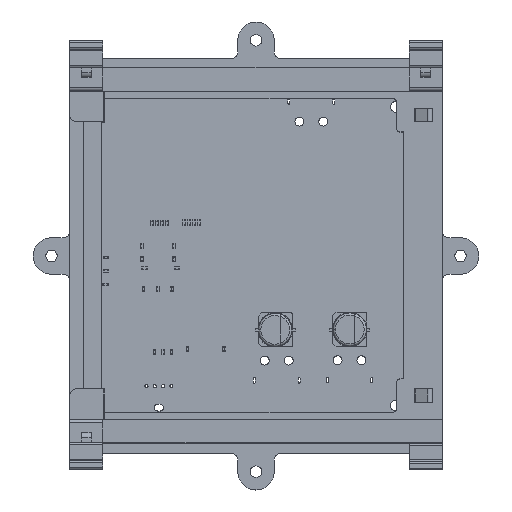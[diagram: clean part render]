
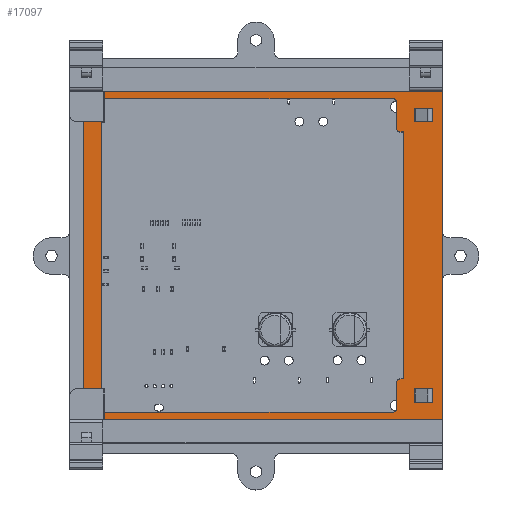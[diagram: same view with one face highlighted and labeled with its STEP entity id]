
A CAD part, top view. The second image highlights one B-rep face of the part: STEP entity #17097.
In plain terms, the highlighted planar face has unit normal (0, 0, 1).
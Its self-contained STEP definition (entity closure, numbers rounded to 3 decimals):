
#669=CIRCLE('',#19793,1.);
#670=CIRCLE('',#19796,1.);
#671=CIRCLE('',#19801,1.);
#672=CIRCLE('',#19804,1.);
#673=CIRCLE('',#19807,1.);
#674=CIRCLE('',#19810,1.);
#5649=ORIENTED_EDGE('',*,*,#8129,.T.);
#5650=ORIENTED_EDGE('',*,*,#8127,.T.);
#5651=ORIENTED_EDGE('',*,*,#8125,.T.);
#5652=ORIENTED_EDGE('',*,*,#8123,.T.);
#5653=ORIENTED_EDGE('',*,*,#8121,.T.);
#5654=ORIENTED_EDGE('',*,*,#8119,.T.);
#5655=ORIENTED_EDGE('',*,*,#8117,.T.);
#5656=ORIENTED_EDGE('',*,*,#8115,.T.);
#5657=ORIENTED_EDGE('',*,*,#8114,.F.);
#5658=ORIENTED_EDGE('',*,*,#8111,.T.);
#5659=ORIENTED_EDGE('',*,*,#8109,.T.);
#5660=ORIENTED_EDGE('',*,*,#8107,.T.);
#5661=ORIENTED_EDGE('',*,*,#8105,.T.);
#5662=ORIENTED_EDGE('',*,*,#8102,.F.);
#5663=ORIENTED_EDGE('',*,*,#8101,.T.);
#5664=ORIENTED_EDGE('',*,*,#8099,.T.);
#5665=ORIENTED_EDGE('',*,*,#8098,.F.);
#5666=ORIENTED_EDGE('',*,*,#8095,.F.);
#5667=ORIENTED_EDGE('',*,*,#8093,.F.);
#5668=ORIENTED_EDGE('',*,*,#8091,.T.);
#5669=ORIENTED_EDGE('',*,*,#8089,.F.);
#5670=ORIENTED_EDGE('',*,*,#8087,.F.);
#5671=ORIENTED_EDGE('',*,*,#8141,.T.);
#5672=ORIENTED_EDGE('',*,*,#8134,.T.);
#5673=ORIENTED_EDGE('',*,*,#8140,.T.);
#5674=ORIENTED_EDGE('',*,*,#8142,.T.);
#8087=EDGE_CURVE('',#9724,#9725,#11655,.T.);
#8089=EDGE_CURVE('',#9725,#9726,#11657,.T.);
#8091=EDGE_CURVE('',#9727,#9726,#11659,.T.);
#8093=EDGE_CURVE('',#9727,#9724,#11661,.T.);
#8095=EDGE_CURVE('',#9728,#9729,#11663,.T.);
#8098=EDGE_CURVE('',#9729,#9730,#11666,.T.);
#8099=EDGE_CURVE('',#9731,#9730,#11667,.T.);
#8101=EDGE_CURVE('',#9728,#9731,#11669,.T.);
#8102=EDGE_CURVE('',#9732,#9733,#11670,.T.);
#8105=EDGE_CURVE('',#9734,#9733,#669,.F.);
#8107=EDGE_CURVE('',#9735,#9734,#11674,.T.);
#8109=EDGE_CURVE('',#9736,#9735,#670,.T.);
#8111=EDGE_CURVE('',#9737,#9736,#11677,.T.);
#8114=EDGE_CURVE('',#9737,#9738,#11680,.T.);
#8115=EDGE_CURVE('',#9739,#9738,#11681,.T.);
#8117=EDGE_CURVE('',#9740,#9739,#671,.T.);
#8119=EDGE_CURVE('',#9741,#9740,#11684,.T.);
#8121=EDGE_CURVE('',#9742,#9741,#672,.F.);
#8123=EDGE_CURVE('',#9743,#9742,#11687,.T.);
#8125=EDGE_CURVE('',#9744,#9743,#673,.F.);
#8127=EDGE_CURVE('',#9745,#9744,#11690,.T.);
#8129=EDGE_CURVE('',#9732,#9745,#674,.F.);
#8134=EDGE_CURVE('',#9750,#9749,#11695,.T.);
#8140=EDGE_CURVE('',#9749,#9753,#11700,.T.);
#8141=EDGE_CURVE('',#9754,#9750,#11701,.T.);
#8142=EDGE_CURVE('',#9753,#9754,#11702,.T.);
#9724=VERTEX_POINT('',#29496);
#9725=VERTEX_POINT('',#29498);
#9726=VERTEX_POINT('',#29502);
#9727=VERTEX_POINT('',#29506);
#9728=VERTEX_POINT('',#29512);
#9729=VERTEX_POINT('',#29514);
#9730=VERTEX_POINT('',#29518);
#9731=VERTEX_POINT('',#29522);
#9732=VERTEX_POINT('',#29528);
#9733=VERTEX_POINT('',#29529);
#9734=VERTEX_POINT('',#29534);
#9735=VERTEX_POINT('',#29538);
#9736=VERTEX_POINT('',#29542);
#9737=VERTEX_POINT('',#29546);
#9738=VERTEX_POINT('',#29550);
#9739=VERTEX_POINT('',#29554);
#9740=VERTEX_POINT('',#29558);
#9741=VERTEX_POINT('',#29562);
#9742=VERTEX_POINT('',#29566);
#9743=VERTEX_POINT('',#29570);
#9744=VERTEX_POINT('',#29574);
#9745=VERTEX_POINT('',#29578);
#9749=VERTEX_POINT('',#29590);
#9750=VERTEX_POINT('',#29592);
#9753=VERTEX_POINT('',#29602);
#9754=VERTEX_POINT('',#29606);
#11655=LINE('',#29497,#13606);
#11657=LINE('',#29501,#13608);
#11659=LINE('',#29505,#13610);
#11661=LINE('',#29509,#13612);
#11663=LINE('',#29513,#13614);
#11666=LINE('',#29519,#13617);
#11667=LINE('',#29521,#13618);
#11669=LINE('',#29525,#13620);
#11670=LINE('',#29527,#13621);
#11674=LINE('',#29537,#13625);
#11677=LINE('',#29545,#13628);
#11680=LINE('',#29551,#13631);
#11681=LINE('',#29553,#13632);
#11684=LINE('',#29561,#13635);
#11687=LINE('',#29569,#13638);
#11690=LINE('',#29577,#13641);
#11695=LINE('',#29591,#13646);
#11700=LINE('',#29603,#13651);
#11701=LINE('',#29605,#13652);
#11702=LINE('',#29607,#13653);
#13606=VECTOR('',#24328,1000.);
#13608=VECTOR('',#24332,1000.);
#13610=VECTOR('',#24336,1000.);
#13612=VECTOR('',#24340,1000.);
#13614=VECTOR('',#24344,1000.);
#13617=VECTOR('',#24349,1000.);
#13618=VECTOR('',#24352,1000.);
#13620=VECTOR('',#24356,1000.);
#13621=VECTOR('',#24359,1000.);
#13625=VECTOR('',#24369,1000.);
#13628=VECTOR('',#24378,1000.);
#13631=VECTOR('',#24383,1000.);
#13632=VECTOR('',#24386,1000.);
#13635=VECTOR('',#24395,1000.);
#13638=VECTOR('',#24404,1000.);
#13641=VECTOR('',#24413,1000.);
#13646=VECTOR('',#24426,1000.);
#13651=VECTOR('',#24437,1000.);
#13652=VECTOR('',#24440,1000.);
#13653=VECTOR('',#24441,1000.);
#14618=EDGE_LOOP('',(#5649,#5650,#5651,#5652,#5653,#5654,#5655,#5656,#5657,
#5658,#5659,#5660,#5661,#5662));
#14619=EDGE_LOOP('',(#5663,#5664,#5665,#5666));
#14620=EDGE_LOOP('',(#5667,#5668,#5669,#5670));
#14621=EDGE_LOOP('',(#5671,#5672,#5673,#5674));
#15592=FACE_BOUND('',#14618,.T.);
#15593=FACE_BOUND('',#14619,.T.);
#15594=FACE_BOUND('',#14620,.T.);
#15595=FACE_BOUND('',#14621,.T.);
#16233=PLANE('',#19816);
#17097=ADVANCED_FACE('',(#15592,#15593,#15594,#15595),#16233,.T.);
#19793=AXIS2_PLACEMENT_3D('',#29533,#24364,#24365);
#19796=AXIS2_PLACEMENT_3D('',#29541,#24373,#24374);
#19801=AXIS2_PLACEMENT_3D('',#29557,#24390,#24391);
#19804=AXIS2_PLACEMENT_3D('',#29565,#24399,#24400);
#19807=AXIS2_PLACEMENT_3D('',#29573,#24408,#24409);
#19810=AXIS2_PLACEMENT_3D('',#29581,#24417,#24418);
#19816=AXIS2_PLACEMENT_3D('',#29604,#24438,#24439);
#24328=DIRECTION('',(0.,1.,0.));
#24332=DIRECTION('',(-1.,0.,0.));
#24336=DIRECTION('',(0.,1.,0.));
#24340=DIRECTION('',(1.,0.,0.));
#24344=DIRECTION('',(0.,1.,0.));
#24349=DIRECTION('',(1.,0.,0.));
#24352=DIRECTION('',(0.,1.,0.));
#24356=DIRECTION('',(1.,0.,0.));
#24359=DIRECTION('',(1.,0.,0.));
#24364=DIRECTION('',(0.,0.,1.));
#24365=DIRECTION('',(1.,0.,0.));
#24369=DIRECTION('',(0.,-1.,0.));
#24373=DIRECTION('',(0.,0.,1.));
#24374=DIRECTION('',(1.,0.,0.));
#24378=DIRECTION('',(-1.,0.,0.));
#24383=DIRECTION('',(0.,1.,0.));
#24386=DIRECTION('',(1.,0.,0.));
#24390=DIRECTION('',(0.,0.,1.));
#24391=DIRECTION('',(1.,0.,0.));
#24395=DIRECTION('',(0.,-1.,0.));
#24399=DIRECTION('',(0.,0.,1.));
#24400=DIRECTION('',(1.,0.,0.));
#24404=DIRECTION('',(1.,0.,0.));
#24408=DIRECTION('',(0.,0.,1.));
#24409=DIRECTION('',(1.,0.,0.));
#24413=DIRECTION('',(0.,1.,0.));
#24417=DIRECTION('',(0.,0.,1.));
#24418=DIRECTION('',(1.,0.,0.));
#24426=DIRECTION('',(1.,0.,0.));
#24437=DIRECTION('',(0.,-1.,0.));
#24438=DIRECTION('',(0.,0.,1.));
#24439=DIRECTION('',(1.,0.,0.));
#24440=DIRECTION('',(0.,1.,0.));
#24441=DIRECTION('',(-1.,0.,0.));
#29496=CARTESIAN_POINT('',(55.5,-44.25,3.));
#29497=CARTESIAN_POINT('',(55.5,0.,3.));
#29498=CARTESIAN_POINT('',(55.5,-40.25,3.));
#29501=CARTESIAN_POINT('',(0.,-40.25,3.));
#29502=CARTESIAN_POINT('',(50.5,-40.25,3.));
#29505=CARTESIAN_POINT('',(50.5,0.,3.));
#29506=CARTESIAN_POINT('',(50.5,-44.25,3.));
#29509=CARTESIAN_POINT('',(0.,-44.25,3.));
#29512=CARTESIAN_POINT('',(-49.5,-49.5,3.));
#29513=CARTESIAN_POINT('',(-49.5,49.25,3.));
#29514=CARTESIAN_POINT('',(-49.5,49.5,3.));
#29518=CARTESIAN_POINT('',(58.5,49.5,3.));
#29519=CARTESIAN_POINT('',(-44.25,49.5,3.));
#29521=CARTESIAN_POINT('',(58.5,-44.25,3.));
#29522=CARTESIAN_POINT('',(58.5,-49.5,3.));
#29525=CARTESIAN_POINT('',(59.75,-49.5,3.));
#29527=CARTESIAN_POINT('',(49.25,-47.25,3.));
#29528=CARTESIAN_POINT('',(-43.25,-47.25,3.));
#29529=CARTESIAN_POINT('',(43.75,-47.25,3.));
#29533=CARTESIAN_POINT('',(43.75,-46.25,3.));
#29534=CARTESIAN_POINT('',(44.75,-46.25,3.));
#29537=CARTESIAN_POINT('',(44.75,-39.5,3.));
#29538=CARTESIAN_POINT('',(44.75,-38.25,3.));
#29541=CARTESIAN_POINT('',(45.75,-38.25,3.));
#29542=CARTESIAN_POINT('',(45.75,-37.25,3.));
#29545=CARTESIAN_POINT('',(44.75,-37.25,3.));
#29546=CARTESIAN_POINT('',(46.75,-37.25,3.));
#29550=CARTESIAN_POINT('',(46.75,37.25,3.));
#29551=CARTESIAN_POINT('',(46.75,37.25,3.));
#29553=CARTESIAN_POINT('',(44.75,37.25,3.));
#29554=CARTESIAN_POINT('',(45.75,37.25,3.));
#29557=CARTESIAN_POINT('',(45.75,38.25,3.));
#29558=CARTESIAN_POINT('',(44.75,38.25,3.));
#29561=CARTESIAN_POINT('',(44.75,-39.5,3.));
#29562=CARTESIAN_POINT('',(44.75,46.25,3.));
#29565=CARTESIAN_POINT('',(43.75,46.25,3.));
#29566=CARTESIAN_POINT('',(43.75,47.25,3.));
#29569=CARTESIAN_POINT('',(-44.25,47.25,3.));
#29570=CARTESIAN_POINT('',(-43.25,47.25,3.));
#29573=CARTESIAN_POINT('',(-43.25,46.25,3.));
#29574=CARTESIAN_POINT('',(-44.25,46.25,3.));
#29577=CARTESIAN_POINT('',(-44.25,-54.25,3.));
#29578=CARTESIAN_POINT('',(-44.25,-46.25,3.));
#29581=CARTESIAN_POINT('',(-43.25,-46.25,3.));
#29590=CARTESIAN_POINT('',(55.5,44.25,3.));
#29591=CARTESIAN_POINT('',(0.,44.25,3.));
#29592=CARTESIAN_POINT('',(50.5,44.25,3.));
#29602=CARTESIAN_POINT('',(55.5,40.25,3.));
#29603=CARTESIAN_POINT('',(55.5,0.,3.));
#29604=CARTESIAN_POINT('',(0.,0.,3.));
#29605=CARTESIAN_POINT('',(50.5,0.,3.));
#29606=CARTESIAN_POINT('',(50.5,40.25,3.));
#29607=CARTESIAN_POINT('',(0.,40.25,3.));
